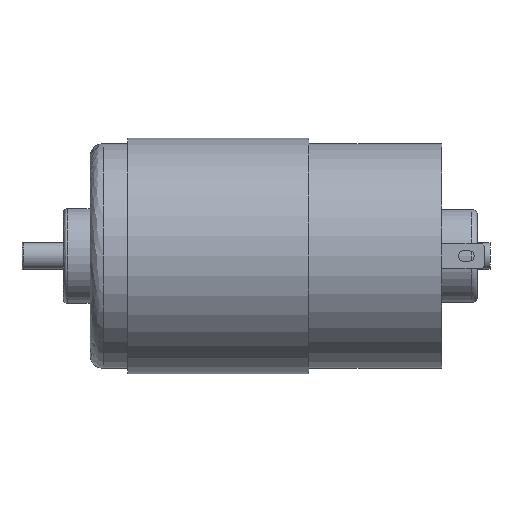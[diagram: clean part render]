
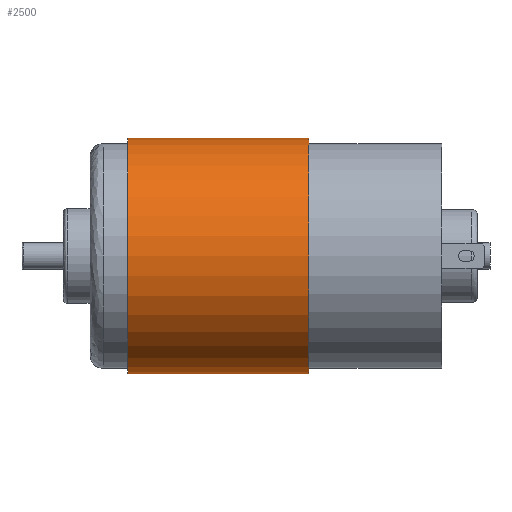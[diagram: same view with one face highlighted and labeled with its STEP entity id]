
A CAD part, front view. The second image highlights one B-rep face of the part: STEP entity #2500.
In plain terms, the highlighted cylindrical face has radius 22.15 mm (diameter 44.3 mm), a partial arc.
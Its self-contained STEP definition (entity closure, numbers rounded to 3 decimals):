
#138 = FACE_OUTER_BOUND ( 'NONE', #1829, .T. ) ;
#335 = DIRECTION ( 'NONE',  ( 1., 0., 0. ) ) ;
#564 = CARTESIAN_POINT ( 'NONE',  ( 63.872, 0., 22.15 ) ) ;
#715 = DIRECTION ( 'NONE',  ( 0., 0., -1. ) ) ;
#927 = CIRCLE ( 'NONE', #3686, 22.15 ) ;
#1039 = CYLINDRICAL_SURFACE ( 'NONE', #2816, 22.15 ) ;
#1174 = EDGE_CURVE ( 'NONE', #2067, #1415, #3258, .T. ) ;
#1345 = DIRECTION ( 'NONE',  ( -1., 0., 0. ) ) ;
#1415 = VERTEX_POINT ( 'NONE', #2585 ) ;
#1459 = VERTEX_POINT ( 'NONE', #3502 ) ;
#1589 = DIRECTION ( 'NONE',  ( 0., 0., -1. ) ) ;
#1601 = VERTEX_POINT ( 'NONE', #2940 ) ;
#1610 = CARTESIAN_POINT ( 'NONE',  ( 63.872, 0., 0. ) ) ;
#1626 = CARTESIAN_POINT ( 'NONE',  ( 41.1, 0., 0. ) ) ;
#1717 = VECTOR ( 'NONE', #2377, 1000. ) ;
#1829 = EDGE_LOOP ( 'NONE', ( #3550, #3049, #2824, #3479 ) ) ;
#2067 = VERTEX_POINT ( 'NONE', #3054 ) ;
#2212 = DIRECTION ( 'NONE',  ( 1., 0., 0. ) ) ;
#2377 = DIRECTION ( 'NONE',  ( 1., 0., 0. ) ) ;
#2457 = EDGE_CURVE ( 'NONE', #1601, #1459, #2728, .T. ) ;
#2500 = ADVANCED_FACE ( 'NONE', ( #138 ), #1039, .T. ) ;
#2585 = CARTESIAN_POINT ( 'NONE',  ( 41.1, 0., 22.15 ) ) ;
#2728 = LINE ( 'NONE', #3002, #3698 ) ;
#2800 = CARTESIAN_POINT ( 'NONE',  ( 7.1, 0., 0. ) ) ;
#2816 = AXIS2_PLACEMENT_3D ( 'NONE', #1610, #2823, #3141 ) ;
#2823 = DIRECTION ( 'NONE',  ( 1., 0., 0. ) ) ;
#2824 = ORIENTED_EDGE ( 'NONE', *, *, #2457, .T. ) ;
#2940 = CARTESIAN_POINT ( 'NONE',  ( 7.1, 0., -22.15 ) ) ;
#2995 = CIRCLE ( 'NONE', #3754, 22.15 ) ;
#3002 = CARTESIAN_POINT ( 'NONE',  ( 63.872, 0., -22.15 ) ) ;
#3049 = ORIENTED_EDGE ( 'NONE', *, *, #3602, .T. ) ;
#3054 = CARTESIAN_POINT ( 'NONE',  ( 7.1, 0., 22.15 ) ) ;
#3141 = DIRECTION ( 'NONE',  ( 0., 0., -1. ) ) ;
#3258 = LINE ( 'NONE', #564, #1717 ) ;
#3479 = ORIENTED_EDGE ( 'NONE', *, *, #3632, .T. ) ;
#3502 = CARTESIAN_POINT ( 'NONE',  ( 41.1, 0., -22.15 ) ) ;
#3550 = ORIENTED_EDGE ( 'NONE', *, *, #1174, .F. ) ;
#3602 = EDGE_CURVE ( 'NONE', #2067, #1601, #927, .T. ) ;
#3632 = EDGE_CURVE ( 'NONE', #1459, #1415, #2995, .T. ) ;
#3686 = AXIS2_PLACEMENT_3D ( 'NONE', #2800, #2212, #1589 ) ;
#3698 = VECTOR ( 'NONE', #335, 1000. ) ;
#3754 = AXIS2_PLACEMENT_3D ( 'NONE', #1626, #1345, #715 ) ;
